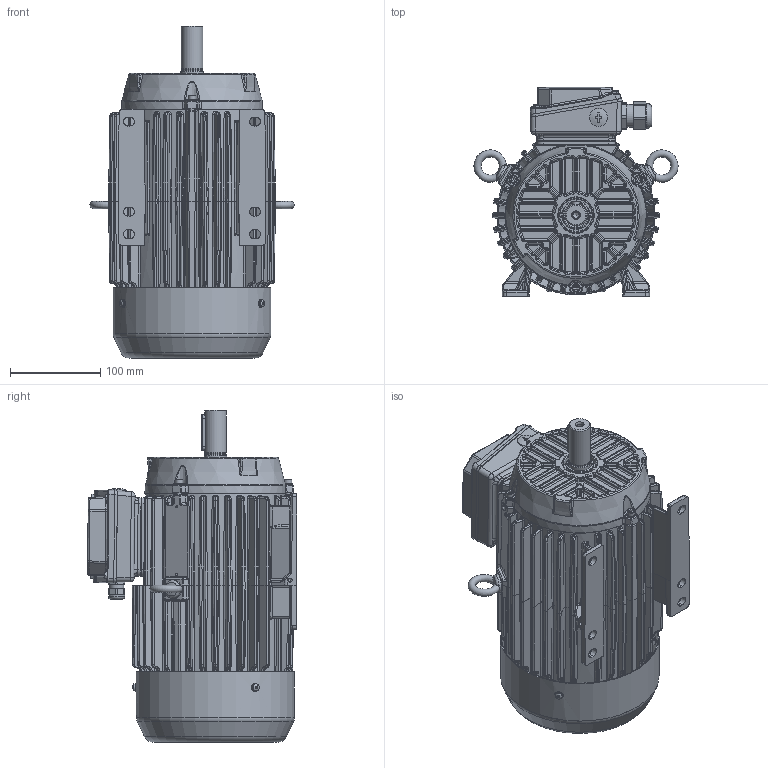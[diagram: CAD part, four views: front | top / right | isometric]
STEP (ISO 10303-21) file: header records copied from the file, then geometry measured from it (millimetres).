
FILE_DESCRIPTION(/* description */ (''),/* implementation_level */ '2;1');
FILE_NAME(/* name */ '6521668xx.stp',/* time_stamp */ '2020-12-07T21:23:23+03:00',/* author */ (''),/* organization */ (''),/* preprocessor_version */ 'ST-DEVELOPER v16',/* originating_system */ 'SIEMENS PLM Software NX 11.0',/* authorisation */ '');
FILE_SCHEMA (('AUTOMOTIVE_DESIGN { 1 0 10303 214 3 1 1 1 }'));
Products named in the file (1): C901A24426BAzcyf
Bounding box: 226.5 x 231.98 x 368.47 mm (x, y, z)
Surface area: 512209.3 mm2 (no closed solid volume)
Topology: 0 solids, 84 shells, 3157 faces, 9415 edges, 6069 vertices
Faces by surface type: bspline 970, cylinder 912, plane 873, torus 221, cone 90, sphere 87, extrusion 4
Full cylindrical faces by diameter (mm): 2.5 x2, 4.2 x2, 5 x3, 6.5 x1, 6.8 x1, 8 x3, 8.4 x1, 8.5 x4, 8.65 x3, 10 x3, 16 x1, 17.2 x2, 18 x1, 20 x3, 23.4 x1, 24 x1, 25 x1, 25.25 x2, 27.7 x2, 34 x1, 35.5 x1, 36.9 x1, 37.1 x1, 39 x1, 174 x1, 176 x1
Entity records: 134272 total; most frequent: CARTESIAN_POINT 56625, ORIENTED_EDGE 15551, DIRECTION 14858, EDGE_CURVE 9182, VERTEX_POINT 6036, AXIS2_PLACEMENT_3D 5861, EDGE_LOOP 3484, ADVANCED_FACE 3157
